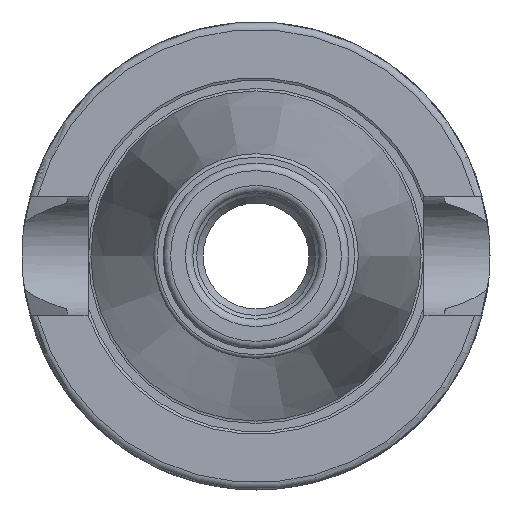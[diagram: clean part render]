
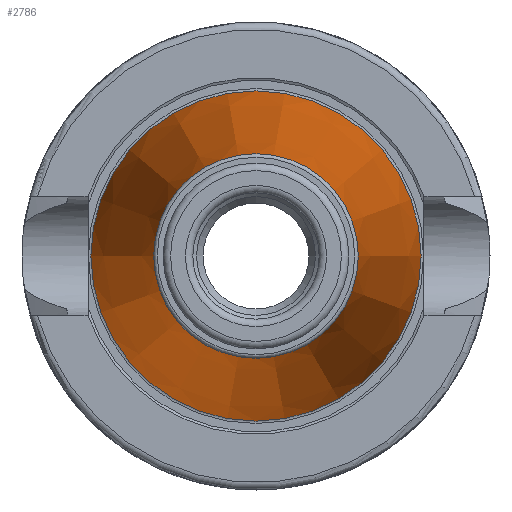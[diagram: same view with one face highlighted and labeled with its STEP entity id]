
A CAD part, left-side view. The second image highlights one B-rep face of the part: STEP entity #2786.
In plain terms, the highlighted conical face has half-angle 8.297 degrees and reference radius 17.998 mm.
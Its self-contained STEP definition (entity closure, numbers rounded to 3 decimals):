
#2752=CARTESIAN_POINT('',(-57.972,13.771,0.0));
#2753=VERTEX_POINT('',#2752);
#2754=CARTESIAN_POINT('',(-57.972,0.0,0.0));
#2755=DIRECTION('',(1.0,0.0,0.0));
#2756=DIRECTION('',(0.0,1.0,0.0));
#2757=AXIS2_PLACEMENT_3D('',#2754,#2755,#2756);
#2758=CIRCLE('',#2757,13.771);
#2759=EDGE_CURVE('',#2753,#2753,#2758,.T.);
#2767=CARTESIAN_POINT('',(-28.986,0.0,0.0));
#2768=DIRECTION('',(1.0,0.0,0.0));
#2769=DIRECTION('',(0.0,1.0,0.0));
#2770=AXIS2_PLACEMENT_3D('',#2767,#2768,#2769);
#2771=CONICAL_SURFACE('',#2770,17.998,8.297);
#2772=CARTESIAN_POINT('',(0.,22.225,0.0));
#2773=VERTEX_POINT('',#2772);
#2774=CARTESIAN_POINT('',(0.,0.0,0.0));
#2775=DIRECTION('',(1.0,0.0,0.0));
#2776=DIRECTION('',(0.0,1.0,0.0));
#2777=AXIS2_PLACEMENT_3D('',#2774,#2775,#2776);
#2778=CIRCLE('',#2777,22.225);
#2779=EDGE_CURVE('',#2773,#2773,#2778,.T.);
#2780=ORIENTED_EDGE('',*,*,#2779,.F.);
#2781=EDGE_LOOP('',(#2780));
#2782=FACE_OUTER_BOUND('',#2781,.T.);
#2783=ORIENTED_EDGE('',*,*,#2759,.T.);
#2784=EDGE_LOOP('',(#2783));
#2785=FACE_BOUND('',#2784,.T.);
#2786=ADVANCED_FACE('',(#2782,#2785),#2771,.T.);
